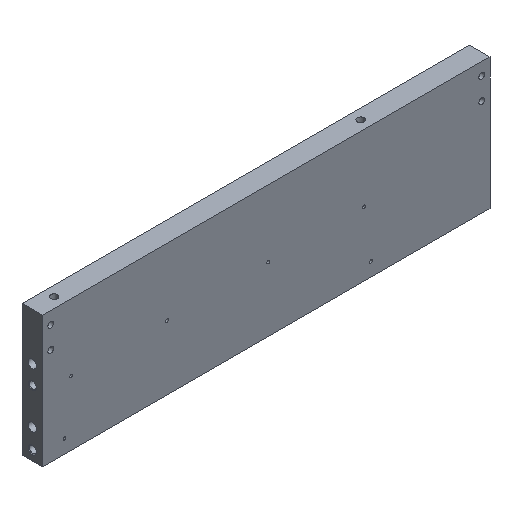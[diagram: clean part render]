
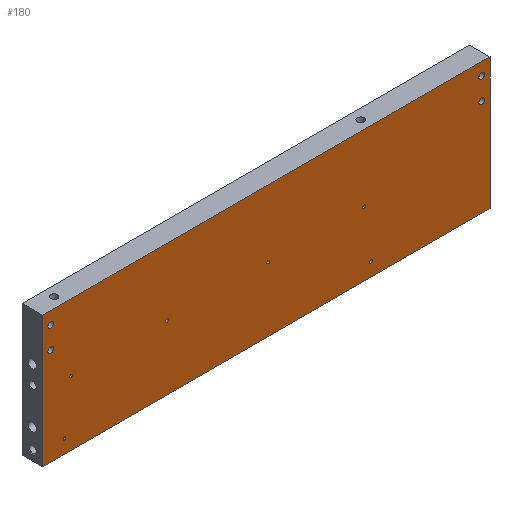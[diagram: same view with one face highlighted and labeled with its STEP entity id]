
A CAD part, isometric view. The second image highlights one B-rep face of the part: STEP entity #180.
In plain terms, the highlighted planar face has unit normal (0, -1, 0).
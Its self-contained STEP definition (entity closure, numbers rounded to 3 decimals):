
#180=ADVANCED_FACE('',(#264,#265,#266,#267,#268,#269,#270,#271,#272,#273,
#274),#234,.T.);
#234=PLANE('',#938);
#240=LINE('',#1308,#252);
#241=LINE('',#1311,#253);
#242=LINE('',#1313,#254);
#243=LINE('',#1315,#255);
#252=VECTOR('',#1066,1.);
#253=VECTOR('',#1067,1.);
#254=VECTOR('',#1068,1.);
#255=VECTOR('',#1069,1.);
#264=FACE_BOUND('',#404,.T.);
#265=FACE_BOUND('',#405,.T.);
#266=FACE_BOUND('',#406,.T.);
#267=FACE_BOUND('',#407,.T.);
#268=FACE_BOUND('',#408,.T.);
#269=FACE_BOUND('',#409,.T.);
#270=FACE_BOUND('',#410,.T.);
#271=FACE_BOUND('',#411,.T.);
#272=FACE_BOUND('',#412,.T.);
#273=FACE_BOUND('',#413,.T.);
#274=FACE_BOUND('',#414,.T.);
#404=EDGE_LOOP('',(#530));
#405=EDGE_LOOP('',(#531));
#406=EDGE_LOOP('',(#532));
#407=EDGE_LOOP('',(#533));
#408=EDGE_LOOP('',(#534));
#409=EDGE_LOOP('',(#535));
#410=EDGE_LOOP('',(#536));
#411=EDGE_LOOP('',(#537));
#412=EDGE_LOOP('',(#538));
#413=EDGE_LOOP('',(#539));
#414=EDGE_LOOP('',(#540,#541,#542,#543));
#530=ORIENTED_EDGE('',*,*,#776,.F.);
#531=ORIENTED_EDGE('',*,*,#777,.F.);
#532=ORIENTED_EDGE('',*,*,#778,.F.);
#533=ORIENTED_EDGE('',*,*,#779,.F.);
#534=ORIENTED_EDGE('',*,*,#780,.F.);
#535=ORIENTED_EDGE('',*,*,#781,.F.);
#536=ORIENTED_EDGE('',*,*,#782,.F.);
#537=ORIENTED_EDGE('',*,*,#783,.F.);
#538=ORIENTED_EDGE('',*,*,#784,.F.);
#539=ORIENTED_EDGE('',*,*,#785,.F.);
#540=ORIENTED_EDGE('',*,*,#786,.F.);
#541=ORIENTED_EDGE('',*,*,#787,.F.);
#542=ORIENTED_EDGE('',*,*,#788,.T.);
#543=ORIENTED_EDGE('',*,*,#789,.T.);
#690=VERTEX_POINT('',#1289);
#691=VERTEX_POINT('',#1291);
#692=VERTEX_POINT('',#1293);
#693=VERTEX_POINT('',#1295);
#694=VERTEX_POINT('',#1297);
#695=VERTEX_POINT('',#1299);
#696=VERTEX_POINT('',#1301);
#697=VERTEX_POINT('',#1303);
#698=VERTEX_POINT('',#1305);
#699=VERTEX_POINT('',#1307);
#700=VERTEX_POINT('',#1309);
#701=VERTEX_POINT('',#1310);
#702=VERTEX_POINT('',#1312);
#703=VERTEX_POINT('',#1314);
#776=EDGE_CURVE('',#690,#690,#856,.T.);
#777=EDGE_CURVE('',#691,#691,#857,.T.);
#778=EDGE_CURVE('',#692,#692,#858,.T.);
#779=EDGE_CURVE('',#693,#693,#859,.T.);
#780=EDGE_CURVE('',#694,#694,#860,.T.);
#781=EDGE_CURVE('',#695,#695,#861,.T.);
#782=EDGE_CURVE('',#696,#696,#862,.T.);
#783=EDGE_CURVE('',#697,#697,#863,.T.);
#784=EDGE_CURVE('',#698,#698,#864,.T.);
#785=EDGE_CURVE('',#699,#699,#865,.T.);
#786=EDGE_CURVE('',#700,#701,#240,.T.);
#787=EDGE_CURVE('',#702,#700,#241,.T.);
#788=EDGE_CURVE('',#702,#703,#242,.T.);
#789=EDGE_CURVE('',#703,#701,#243,.T.);
#856=CIRCLE('',#928,1.025);
#857=CIRCLE('',#929,1.025);
#858=CIRCLE('',#930,1.025);
#859=CIRCLE('',#931,1.025);
#860=CIRCLE('',#932,1.025);
#861=CIRCLE('',#933,1.025);
#862=CIRCLE('',#934,2.1);
#863=CIRCLE('',#935,2.1);
#864=CIRCLE('',#936,2.1);
#865=CIRCLE('',#937,2.1);
#928=AXIS2_PLACEMENT_3D('',#1288,#1046,#1047);
#929=AXIS2_PLACEMENT_3D('',#1290,#1048,#1049);
#930=AXIS2_PLACEMENT_3D('',#1292,#1050,#1051);
#931=AXIS2_PLACEMENT_3D('',#1294,#1052,#1053);
#932=AXIS2_PLACEMENT_3D('',#1296,#1054,#1055);
#933=AXIS2_PLACEMENT_3D('',#1298,#1056,#1057);
#934=AXIS2_PLACEMENT_3D('',#1300,#1058,#1059);
#935=AXIS2_PLACEMENT_3D('',#1302,#1060,#1061);
#936=AXIS2_PLACEMENT_3D('',#1304,#1062,#1063);
#937=AXIS2_PLACEMENT_3D('',#1306,#1064,#1065);
#938=AXIS2_PLACEMENT_3D('',#1316,#1070,#1071);
#1046=DIRECTION('',(0.,-1.,0.));
#1047=DIRECTION('',(0.,0.,-1.));
#1048=DIRECTION('',(0.,-1.,0.));
#1049=DIRECTION('',(0.,0.,-1.));
#1050=DIRECTION('',(0.,-1.,0.));
#1051=DIRECTION('',(0.,0.,-1.));
#1052=DIRECTION('',(0.,-1.,0.));
#1053=DIRECTION('',(0.,0.,-1.));
#1054=DIRECTION('',(0.,-1.,0.));
#1055=DIRECTION('',(0.,0.,-1.));
#1056=DIRECTION('',(0.,-1.,0.));
#1057=DIRECTION('',(0.,0.,-1.));
#1058=DIRECTION('',(0.,-1.,0.));
#1059=DIRECTION('',(0.,0.,-1.));
#1060=DIRECTION('',(0.,-1.,0.));
#1061=DIRECTION('',(0.,0.,-1.));
#1062=DIRECTION('',(0.,-1.,0.));
#1063=DIRECTION('',(0.,0.,-1.));
#1064=DIRECTION('',(0.,-1.,0.));
#1065=DIRECTION('',(0.,0.,-1.));
#1066=DIRECTION('',(0.,0.,1.));
#1067=DIRECTION('',(-1.,0.,0.));
#1068=DIRECTION('',(0.,0.,1.));
#1069=DIRECTION('',(-1.,0.,0.));
#1070=DIRECTION('',(0.,-1.,0.));
#1071=DIRECTION('',(0.,0.,-1.));
#1288=CARTESIAN_POINT('',(373.017,329.625,105.));
#1289=CARTESIAN_POINT('',(373.017,329.625,103.975));
#1290=CARTESIAN_POINT('',(597.017,329.625,105.));
#1291=CARTESIAN_POINT('',(597.017,329.625,103.975));
#1292=CARTESIAN_POINT('',(522.017,329.625,142.15));
#1293=CARTESIAN_POINT('',(522.017,329.625,141.125));
#1294=CARTESIAN_POINT('',(448.017,329.625,142.15));
#1295=CARTESIAN_POINT('',(448.017,329.625,141.125));
#1296=CARTESIAN_POINT('',(378.017,329.625,142.15));
#1297=CARTESIAN_POINT('',(378.017,329.625,141.125));
#1298=CARTESIAN_POINT('',(592.017,329.625,142.15));
#1299=CARTESIAN_POINT('',(592.017,329.625,141.125));
#1300=CARTESIAN_POINT('',(363.017,329.625,182.));
#1301=CARTESIAN_POINT('',(363.017,329.625,179.9));
#1302=CARTESIAN_POINT('',(363.017,329.625,166.));
#1303=CARTESIAN_POINT('',(363.017,329.625,163.9));
#1304=CARTESIAN_POINT('',(678.017,329.625,166.));
#1305=CARTESIAN_POINT('',(678.017,329.625,163.9));
#1306=CARTESIAN_POINT('',(678.017,329.625,182.));
#1307=CARTESIAN_POINT('',(678.017,329.625,179.9));
#1308=CARTESIAN_POINT('',(357.017,329.625,95.));
#1309=CARTESIAN_POINT('',(357.017,329.625,95.));
#1310=CARTESIAN_POINT('',(357.017,329.625,191.));
#1311=CARTESIAN_POINT('',(684.017,329.625,95.));
#1312=CARTESIAN_POINT('',(684.017,329.625,95.));
#1313=CARTESIAN_POINT('',(684.017,329.625,95.));
#1314=CARTESIAN_POINT('',(684.017,329.625,191.));
#1315=CARTESIAN_POINT('',(684.017,329.625,191.));
#1316=CARTESIAN_POINT('',(684.017,329.625,95.));
